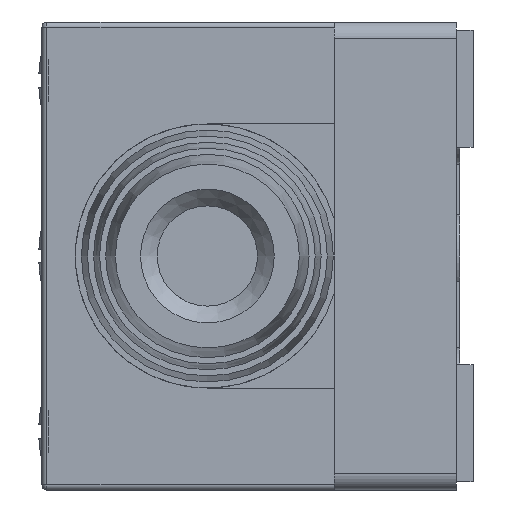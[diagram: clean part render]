
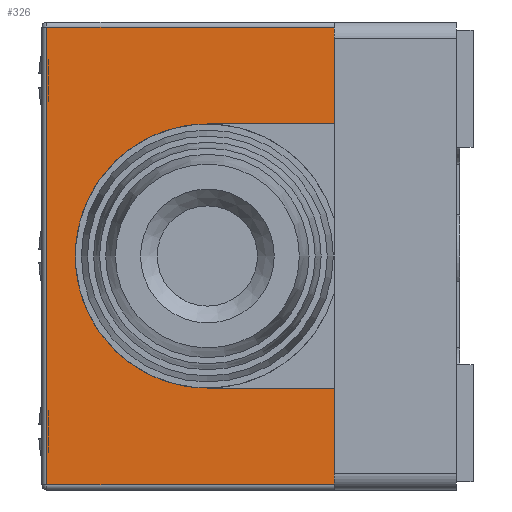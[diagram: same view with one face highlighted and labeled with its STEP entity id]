
A CAD part, left-side view. The second image highlights one B-rep face of the part: STEP entity #326.
In plain terms, the highlighted planar face has unit normal (-1, 0, 0).
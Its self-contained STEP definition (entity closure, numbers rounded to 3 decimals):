
#326=ADVANCED_FACE('',(#2543),#2545,.F.);
#2543=FACE_BOUND('',#2544,.T.);
#2544=EDGE_LOOP('',(#13374,#13375,#13376,#13377,#13378,#13379,#13380,#13381));
#2545=PLANE('',#2546);
#2546=AXIS2_PLACEMENT_3D('',#2547,#2548,#2549);
#2547=CARTESIAN_POINT('',(-22.95,25.8,14.));
#2548=DIRECTION('',(1.,0.,0.));
#2549=DIRECTION('',(0.,0.,-1.));
#13374=ORIENTED_EDGE('',*,*,#15273,.F.);
#13375=ORIENTED_EDGE('',*,*,#15274,.F.);
#13376=ORIENTED_EDGE('',*,*,#15275,.F.);
#13377=ORIENTED_EDGE('',*,*,#15276,.T.);
#13378=ORIENTED_EDGE('',*,*,#15277,.T.);
#13379=ORIENTED_EDGE('',*,*,#15278,.F.);
#13380=ORIENTED_EDGE('',*,*,#15279,.F.);
#13381=ORIENTED_EDGE('',*,*,#15272,.F.);
#15272=EDGE_CURVE('',#17258,#17256,#17260,.T.);
#15273=EDGE_CURVE('',#17261,#17258,#17262,.T.);
#15274=EDGE_CURVE('',#17263,#17261,#17264,.T.);
#15275=EDGE_CURVE('',#17265,#17263,#17266,.T.);
#15276=EDGE_CURVE('',#17265,#17267,#17268,.T.);
#15277=EDGE_CURVE('',#17267,#17269,#17270,.T.);
#15278=EDGE_CURVE('',#17271,#17269,#17272,.T.);
#15279=EDGE_CURVE('',#17256,#17271,#17273,.T.);
#17256=VERTEX_POINT('',#21663);
#17258=VERTEX_POINT('',#21668);
#17260=LINE('',#21673,#21674);
#17261=VERTEX_POINT('',#21676);
#17262=LINE('',#21677,#21678);
#17263=VERTEX_POINT('',#21680);
#17264=LINE('',#21681,#21682);
#17265=VERTEX_POINT('',#21684);
#17266=LINE('',#21685,#21686);
#17267=VERTEX_POINT('',#21688);
#17268=LINE('',#21689,#21690);
#17269=VERTEX_POINT('',#21692);
#17270=CIRCLE('',#21693,7.9);
#17271=VERTEX_POINT('',#21697);
#17272=LINE('',#21698,#21699);
#17273=LINE('',#21701,#21702);
#21663=CARTESIAN_POINT('',(-22.95,8.3,13.7));
#21668=CARTESIAN_POINT('',(-22.95,25.5,13.7));
#21673=CARTESIAN_POINT('',(-22.95,25.5,13.7));
#21674=VECTOR('',#21675,1.);
#21675=DIRECTION('',(0.,-1.,0.));
#21676=CARTESIAN_POINT('',(-22.95,25.5,-13.7));
#21677=CARTESIAN_POINT('',(-22.95,25.5,-13.7));
#21678=VECTOR('',#21679,1.);
#21679=DIRECTION('',(0.,0.,1.));
#21680=CARTESIAN_POINT('',(-22.95,8.3,-13.7));
#21681=CARTESIAN_POINT('',(-22.95,8.3,-13.7));
#21682=VECTOR('',#21683,1.);
#21683=DIRECTION('',(0.,1.,0.));
#21684=CARTESIAN_POINT('',(-22.95,8.3,-7.9));
#21685=CARTESIAN_POINT('',(-22.95,8.3,-7.9));
#21686=VECTOR('',#21687,1.);
#21687=DIRECTION('',(0.,0.,-1.));
#21688=CARTESIAN_POINT('',(-22.95,15.9,-7.9));
#21689=CARTESIAN_POINT('',(-22.95,8.3,-7.9));
#21690=VECTOR('',#21691,1.);
#21691=DIRECTION('',(0.,1.,0.));
#21692=CARTESIAN_POINT('',(-22.95,15.9,7.9));
#21693=AXIS2_PLACEMENT_3D('',#21694,#21695,#21696);
#21694=CARTESIAN_POINT('',(-22.95,15.9,0.));
#21695=DIRECTION('',(1.,0.,0.));
#21696=DIRECTION('',(0.,0.,-1.));
#21697=CARTESIAN_POINT('',(-22.95,8.3,7.9));
#21698=CARTESIAN_POINT('',(-22.95,8.3,7.9));
#21699=VECTOR('',#21700,1.);
#21700=DIRECTION('',(0.,1.,0.));
#21701=CARTESIAN_POINT('',(-22.95,8.3,13.7));
#21702=VECTOR('',#21703,1.);
#21703=DIRECTION('',(0.,0.,-1.));
